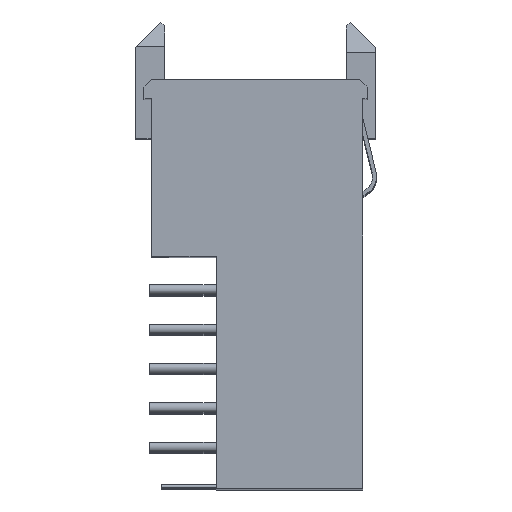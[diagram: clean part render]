
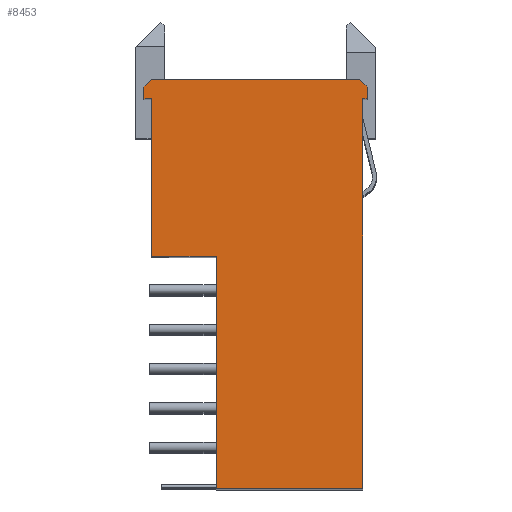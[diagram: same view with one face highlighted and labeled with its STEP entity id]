
A CAD part, top view. The second image highlights one B-rep face of the part: STEP entity #8453.
In plain terms, the highlighted free-form (B-spline) face has degree [1, 1] with [2, 2] control points.
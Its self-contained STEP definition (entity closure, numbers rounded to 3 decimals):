
#4077=CARTESIAN_POINT('V298',(0.0,-0.4,
   49.9));
#4078=VERTEX_POINT('V298',#4077);
#4084=CARTESIAN_POINT('V302',(0.0,-1.,
   49.9));
#4085=VERTEX_POINT('V302',#4084);
#4086=CARTESIAN_POINT('E435',(0.,-0.4,
   49.9));
#4087=CARTESIAN_POINT('E435',(0.0,-1.,
   49.9));
#4088=QUASI_UNIFORM_CURVE('E435',1,(#4086,#4087),.POLYLINE_FORM.,.F.,
   .U.);
#4089=EDGE_CURVE('E435',#4078,#4085,#4088,.T.);
#4146=CARTESIAN_POINT('V164',(-0.4,0.0,
   49.9));
#4147=VERTEX_POINT('V164',#4146);
#4153=CARTESIAN_POINT('E429',(0.0,-0.4,
   49.9));
#4154=CARTESIAN_POINT('E429',(-0.4,0.0,
   49.9));
#4155=QUASI_UNIFORM_CURVE('E429',1,(#4153,#4154),.POLYLINE_FORM.,.F.,
   .U.);
#4156=EDGE_CURVE('E429',#4078,#4147,#4155,.T.);
#6934=CARTESIAN_POINT('V3',(-7.675,-20.8,
   49.9));
#6935=VERTEX_POINT('V3',#6934);
#6941=CARTESIAN_POINT('V4',(-7.675,-9.0,
   49.9));
#6942=VERTEX_POINT('V4',#6941);
#6943=CARTESIAN_POINT('E3',(-7.675,-20.8,
   49.9));
#6944=CARTESIAN_POINT('E3',(-7.675,-9.0,
   49.9));
#6945=QUASI_UNIFORM_CURVE('E3',1,(#6943,#6944),.POLYLINE_FORM.,.F.,
   .U.);
#6946=EDGE_CURVE('E3',#6935,#6942,#6945,.T.);
#7483=CARTESIAN_POINT('V324',(-11.35,-0.4,
   49.9));
#7484=VERTEX_POINT('V324',#7483);
#7490=CARTESIAN_POINT('V163',(-10.95,0.,
   49.9));
#7491=VERTEX_POINT('V163',#7490);
#7492=CARTESIAN_POINT('E470',(-10.95,0.,
   49.9));
#7493=CARTESIAN_POINT('E470',(-11.35,-0.4,
   49.9));
#7494=QUASI_UNIFORM_CURVE('E470',1,(#7492,#7493),.POLYLINE_FORM.,.F.,
   .U.);
#7495=EDGE_CURVE('E470',#7491,#7484,#7494,.T.);
#7517=CARTESIAN_POINT('V320',(-11.35,-1.0,
   49.9));
#7518=VERTEX_POINT('V320',#7517);
#7524=CARTESIAN_POINT('E464',(-11.35,-1.0,
   49.9));
#7525=CARTESIAN_POINT('E464',(-11.35,-0.4,
   49.9));
#7526=QUASI_UNIFORM_CURVE('E464',1,(#7524,#7525),.POLYLINE_FORM.,.F.,
   .U.);
#7527=EDGE_CURVE('E464',#7518,#7484,#7526,.T.);
#7545=CARTESIAN_POINT('V314',(-10.95,-1.0,
   49.9));
#7546=VERTEX_POINT('V314',#7545);
#7552=CARTESIAN_POINT('E458',(-11.35,-1.0,
   49.9));
#7553=CARTESIAN_POINT('E458',(-10.95,-1.0,
   49.9));
#7554=QUASI_UNIFORM_CURVE('E458',1,(#7552,#7553),.POLYLINE_FORM.,.F.,
   .U.);
#7555=EDGE_CURVE('E458',#7518,#7546,#7554,.T.);
#7573=CARTESIAN_POINT('V311',(-10.95,-9.0,
   49.9));
#7574=VERTEX_POINT('V311',#7573);
#7580=CARTESIAN_POINT('E449',(-10.95,-1.0,
   49.9));
#7581=CARTESIAN_POINT('E449',(-10.95,-9.0,
   49.9));
#7582=QUASI_UNIFORM_CURVE('E449',1,(#7580,#7581),.POLYLINE_FORM.,.F.,
   .U.);
#7583=EDGE_CURVE('E449',#7546,#7574,#7582,.T.);
#7668=CARTESIAN_POINT('E445',(-7.675,-9.0,
   49.9));
#7669=CARTESIAN_POINT('E445',(-10.95,-9.0,
   49.9));
#7670=QUASI_UNIFORM_CURVE('E445',1,(#7668,#7669),.POLYLINE_FORM.,.F.,
   .U.);
#7671=EDGE_CURVE('E445',#6942,#7574,#7670,.T.);
#8026=CARTESIAN_POINT('E206',(-10.95,0.,
   49.9));
#8027=CARTESIAN_POINT('E206',(-0.4,0.,
   49.9));
#8028=QUASI_UNIFORM_CURVE('E206',1,(#8026,#8027),.POLYLINE_FORM.,.F.,
   .U.);
#8029=EDGE_CURVE('E206',#7491,#4147,#8028,.T.);
#8405=CARTESIAN_POINT('V365',(-0.225,-1.0,
   49.9));
#8406=VERTEX_POINT('V365',#8405);
#8416=CARTESIAN_POINT('E544',(-0.225,-1.,
   49.9));
#8417=CARTESIAN_POINT('E544',(0.,-1.,
   49.9));
#8418=B_SPLINE_CURVE_WITH_KNOTS('E544',1,(#8416,#8417),
   .POLYLINE_FORM.,.F.,.U.,(2,2),(0.471,1.0),
   .UNSPECIFIED.);
#8419=EDGE_CURVE('E544',#8406,#4085,#8418,.T.);
#8424=CARTESIAN_POINT('F234',(-12.018,
   -21.89,49.9));
#8425=CARTESIAN_POINT('F234',(0.668,-21.89,
   49.9));
#8426=CARTESIAN_POINT('F234',(-12.018,1.123,
   49.9));
#8427=CARTESIAN_POINT('F234',(0.668,1.123,
   49.9));
#8428=B_SPLINE_SURFACE_WITH_KNOTS('F234',1,1,((#8424,#8426),(
   #8425,#8427)),.PLANE_SURF.,.F.,.F.,.U.,(2,2),(2,2),(0.0,1.0),(
   0.0,1.814),.UNSPECIFIED.);
#8429=CARTESIAN_POINT('V354',(-0.225,-20.8,
   49.9));
#8430=VERTEX_POINT('V354',#8429);
#8431=CARTESIAN_POINT('E524',(-7.675,-20.8,
   49.9));
#8432=CARTESIAN_POINT('E524',(-0.225,-20.8,
   49.9));
#8433=QUASI_UNIFORM_CURVE('E524',1,(#8431,#8432),.POLYLINE_FORM.,.F.,
   .U.);
#8434=EDGE_CURVE('E524',#6935,#8430,#8433,.T.);
#8435=ORIENTED_EDGE('E524',*,*,#8434,.T.);
#8436=CARTESIAN_POINT('E548',(-0.225,-20.8,
   49.9));
#8437=CARTESIAN_POINT('E548',(-0.225,-1.0,
   49.9));
#8438=QUASI_UNIFORM_CURVE('E548',1,(#8436,#8437),.POLYLINE_FORM.,.F.,
   .U.);
#8439=EDGE_CURVE('E548',#8430,#8406,#8438,.T.);
#8440=ORIENTED_EDGE('E548',*,*,#8439,.T.);
#8441=ORIENTED_EDGE('F232',*,*,#8419,.T.);
#8442=ORIENTED_EDGE('E435',*,*,#4089,.F.);
#8443=ORIENTED_EDGE('E429',*,*,#4156,.T.);
#8444=ORIENTED_EDGE('E206',*,*,#8029,.F.);
#8445=ORIENTED_EDGE('E470',*,*,#7495,.T.);
#8446=ORIENTED_EDGE('E464',*,*,#7527,.F.);
#8447=ORIENTED_EDGE('E458',*,*,#7555,.T.);
#8448=ORIENTED_EDGE('E449',*,*,#7583,.T.);
#8449=ORIENTED_EDGE('E445',*,*,#7671,.F.);
#8450=ORIENTED_EDGE('E3',*,*,#6946,.F.);
#8451=EDGE_LOOP('F234',(#8435,#8440,#8441,#8442,#8443,#8444,#8445,
   #8446,#8447,#8448,#8449,#8450));
#8452=FACE_OUTER_BOUND('F234',#8451,.T.);
#8453=ADVANCED_FACE('F234',(#8452),#8428,.T.);
